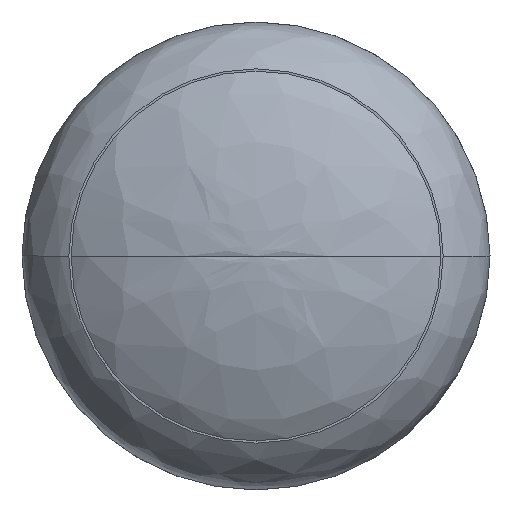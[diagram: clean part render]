
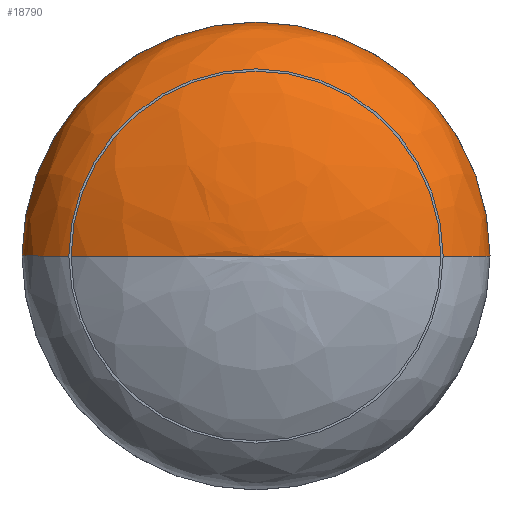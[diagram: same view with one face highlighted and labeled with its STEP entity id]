
A CAD part, front view. The second image highlights one B-rep face of the part: STEP entity #18790.
In plain terms, the highlighted free-form (B-spline) face has degree [3, 3] with [4, 4] control points.
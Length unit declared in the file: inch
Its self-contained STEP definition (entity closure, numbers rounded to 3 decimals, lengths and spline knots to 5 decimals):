
#646 = VERTEX_POINT ( 'NONE', #26530 ) ;
#697 = CARTESIAN_POINT ( 'NONE',  ( -15., 0.788, 0. ) ) ;
#797 = CARTESIAN_POINT ( 'NONE',  ( -15., 5.23236, 30. ) ) ;
#1345 = CARTESIAN_POINT ( 'NONE',  ( 0., 8.375, 0. ) ) ;
#1475 = CARTESIAN_POINT ( 'NONE',  ( -15., 0.788, 30. ) ) ;
#2089 = EDGE_CURVE ( 'NONE', #646, #22474, #8682, .T. ) ;
#2246 = CARTESIAN_POINT ( 'NONE',  ( 15., 5.23236, 0. ) ) ;
#3919 = EDGE_CURVE ( 'NONE', #22474, #13762, #6910, .T. ) ;
#4007 = EDGE_LOOP ( 'NONE', ( #12345, #23693, #10542 ) ) ;
#4803 = CARTESIAN_POINT ( 'NONE',  ( 15., 0.788, 0. ) ) ;
#4891 =( BOUNDED_SURFACE ( )  B_SPLINE_SURFACE ( 3, 3, ( 
 ( #20182, #1345, #10002, #18594 ),
 ( #16091, #24723, #27252, #7876 ),
 ( #5060, #797, #13976, #19008 ),
 ( #17054, #1475, #5741, #10274 ) ),
 .UNSPECIFIED., .F., .F., .F. ) 
 B_SPLINE_SURFACE_WITH_KNOTS ( ( 4, 4 ),
 ( 4, 4 ),
 ( 0., 1. ),
 ( 0., 1. ),
 .UNSPECIFIED. ) 
 GEOMETRIC_REPRESENTATION_ITEM ( )  RATIONAL_B_SPLINE_SURFACE ( (
 ( 1., 0.333, 0.333, 1.),
 ( 0.805, 0.268, 0.268, 0.805),
 ( 0.805, 0.268, 0.268, 0.805),
 ( 1., 0.333, 0.333, 1.) ) ) 
 REPRESENTATION_ITEM ( '' )  SURFACE ( )  );
#5060 = CARTESIAN_POINT ( 'NONE',  ( -15., 5.23236, 0. ) ) ;
#5741 = CARTESIAN_POINT ( 'NONE',  ( 15., 0.788, 30. ) ) ;
#6081 = CARTESIAN_POINT ( 'NONE',  ( -15., 5.23236, 0. ) ) ;
#6910 = CIRCLE ( 'NONE', #26348, 15. ) ;
#7470 = FACE_OUTER_BOUND ( 'NONE', #4007, .T. ) ;
#7876 = CARTESIAN_POINT ( 'NONE',  ( 8.7868, 8.375, 0. ) ) ;
#8370 = DIRECTION ( 'NONE',  ( 0., 1., 0. ) ) ;
#8682 =( BOUNDED_CURVE ( )  B_SPLINE_CURVE ( 3, ( #14722, #12578, #6081, #13266 ),
 .UNSPECIFIED., .F., .T. ) 
 B_SPLINE_CURVE_WITH_KNOTS ( ( 4, 4 ),
 ( 4.71239, 6.28319 ),
 .UNSPECIFIED. ) 
 CURVE ( )  GEOMETRIC_REPRESENTATION_ITEM ( )  RATIONAL_B_SPLINE_CURVE ( ( 1., 0.805, 0.805, 1. ) ) 
 REPRESENTATION_ITEM ( '' )  );
#9770 =( BOUNDED_CURVE ( )  B_SPLINE_CURVE ( 3, ( #23602, #19489, #2246, #4803 ),
 .UNSPECIFIED., .F., .T. ) 
 B_SPLINE_CURVE_WITH_KNOTS ( ( 4, 4 ),
 ( 4.71239, 6.28319 ),
 .UNSPECIFIED. ) 
 CURVE ( )  GEOMETRIC_REPRESENTATION_ITEM ( )  RATIONAL_B_SPLINE_CURVE ( ( 1., 0.805, 0.805, 1. ) ) 
 REPRESENTATION_ITEM ( '' )  );
#10002 = CARTESIAN_POINT ( 'NONE',  ( 0., 8.375, 0. ) ) ;
#10274 = CARTESIAN_POINT ( 'NONE',  ( 15., 0.788, 0. ) ) ;
#10542 = ORIENTED_EDGE ( 'NONE', *, *, #3919, .T. ) ;
#12307 = CARTESIAN_POINT ( 'NONE',  ( 0., 0.788, 0. ) ) ;
#12345 = ORIENTED_EDGE ( 'NONE', *, *, #12923, .F. ) ;
#12578 = CARTESIAN_POINT ( 'NONE',  ( -8.7868, 8.375, 0. ) ) ;
#12923 = EDGE_CURVE ( 'NONE', #646, #13762, #9770, .T. ) ;
#13266 = CARTESIAN_POINT ( 'NONE',  ( -15., 0.788, 0. ) ) ;
#13762 = VERTEX_POINT ( 'NONE', #16249 ) ;
#13976 = CARTESIAN_POINT ( 'NONE',  ( 15., 5.23236, 30. ) ) ;
#14722 = CARTESIAN_POINT ( 'NONE',  ( 0., 8.375, 0. ) ) ;
#16091 = CARTESIAN_POINT ( 'NONE',  ( -8.7868, 8.375, 0. ) ) ;
#16249 = CARTESIAN_POINT ( 'NONE',  ( 15., 0.788, 0. ) ) ;
#17054 = CARTESIAN_POINT ( 'NONE',  ( -15., 0.788, 0. ) ) ;
#18594 = CARTESIAN_POINT ( 'NONE',  ( 0., 8.375, 0. ) ) ;
#18790 = ADVANCED_FACE ( 'NONE', ( #7470 ), #4891, .T. ) ;
#19008 = CARTESIAN_POINT ( 'NONE',  ( 15., 5.23236, 0. ) ) ;
#19489 = CARTESIAN_POINT ( 'NONE',  ( 8.7868, 8.375, 0. ) ) ;
#20182 = CARTESIAN_POINT ( 'NONE',  ( 0., 8.375, 0. ) ) ;
#22474 = VERTEX_POINT ( 'NONE', #697 ) ;
#22934 = DIRECTION ( 'NONE',  ( -1., 0., 0. ) ) ;
#23602 = CARTESIAN_POINT ( 'NONE',  ( 0., 8.375, 0. ) ) ;
#23693 = ORIENTED_EDGE ( 'NONE', *, *, #2089, .T. ) ;
#24723 = CARTESIAN_POINT ( 'NONE',  ( -8.7868, 8.375, 17.57359 ) ) ;
#26348 = AXIS2_PLACEMENT_3D ( 'NONE', #12307, #8370, #22934 ) ;
#26530 = CARTESIAN_POINT ( 'NONE',  ( 0., 8.375, 0. ) ) ;
#27252 = CARTESIAN_POINT ( 'NONE',  ( 8.7868, 8.375, 17.57359 ) ) ;
